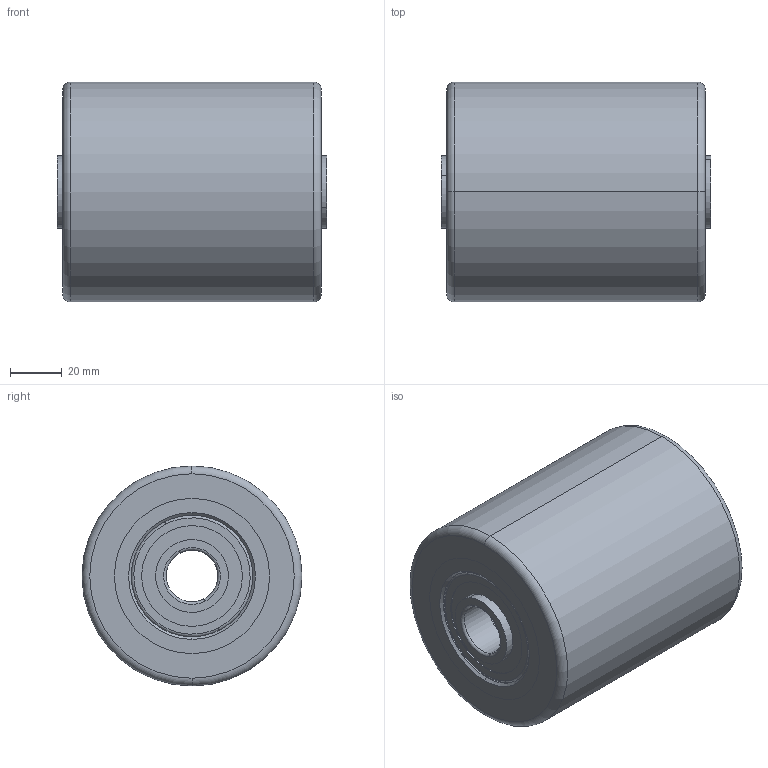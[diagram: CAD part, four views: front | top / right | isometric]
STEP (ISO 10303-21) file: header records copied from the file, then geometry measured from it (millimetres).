
FILE_DESCRIPTION (( 'STEP AP214' ), '1' );
FILE_NAME ('0012413_PUHS-085-100-K20-EL104.STEP', '2016-12-01T09:58:23', ( '' ), ( '' ), 'SwSTEP 2.0', 'SolidWorks 2016', '' );
FILE_SCHEMA (( 'AUTOMOTIVE_DESIGN' ));
Length unit declared in the file: millimetre
Products named in the file (1): 0012413_PUHS-085-100-K20-EL104
Bounding box: 104 x 85 x 85 mm (x, y, z)
Surface area: 82254.8 mm2 (no closed solid volume)
Topology: 0 solids, 8 shells, 52 faces, 118 edges, 76 vertices
Faces by surface type: cylinder 22, torus 16, plane 10, cone 4
Entity records: 2088 total; most frequent: DIRECTION 316, CARTESIAN_POINT 247, ORIENTED_EDGE 208, AXIS2_PLACEMENT_3D 145, EDGE_CURVE 118, CIRCLE 92, VERTEX_POINT 76, EDGE_LOOP 62
